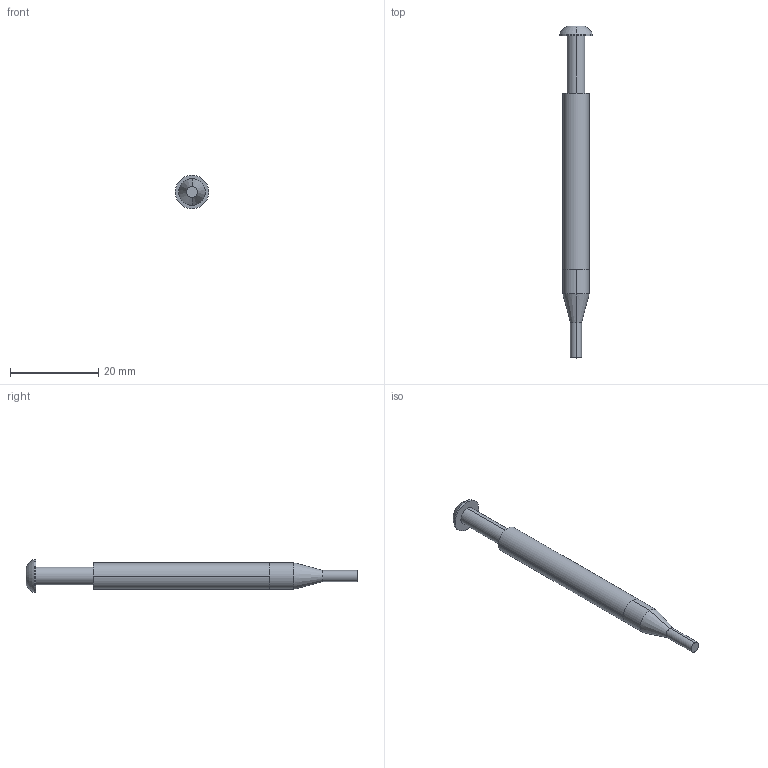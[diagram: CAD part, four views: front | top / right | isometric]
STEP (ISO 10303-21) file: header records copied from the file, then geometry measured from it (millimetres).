
FILE_DESCRIPTION (( 'STEP AP214' ), '1' );
FILE_NAME ('21615~0.STEP', '2017-07-04T12:58:33', ( '' ), ( '' ), 'SwSTEP 2.0', 'SolidWorks 2016', '' );
FILE_SCHEMA (( 'AUTOMOTIVE_DESIGN' ));
Length unit declared in the file: millimetre
Products named in the file (4): 21615~0; 17340~1; ISO7380~n_M04,0x020; 18871~2
Assembly tree (3 placements, depth 2):
  21615~0
    17340~1
    18871~2
    ISO7380~n_M04,0x020
Bounding box: 7.6 x 75.2 x 7.6 mm (x, y, z)
Volume: 1612.2 mm3; surface area: 1696.1 mm2
Topology: 3 solids, 3 shells, 55 faces, 121 edges, 75 vertices
Faces by surface type: cylinder 33, cone 10, plane 10, torus 2
Entity records: 1756 total; most frequent: DIRECTION 317, CARTESIAN_POINT 255, ORIENTED_EDGE 238, AXIS2_PLACEMENT_3D 137, EDGE_CURVE 119, CIRCLE 76, VERTEX_POINT 75, EDGE_LOOP 60
